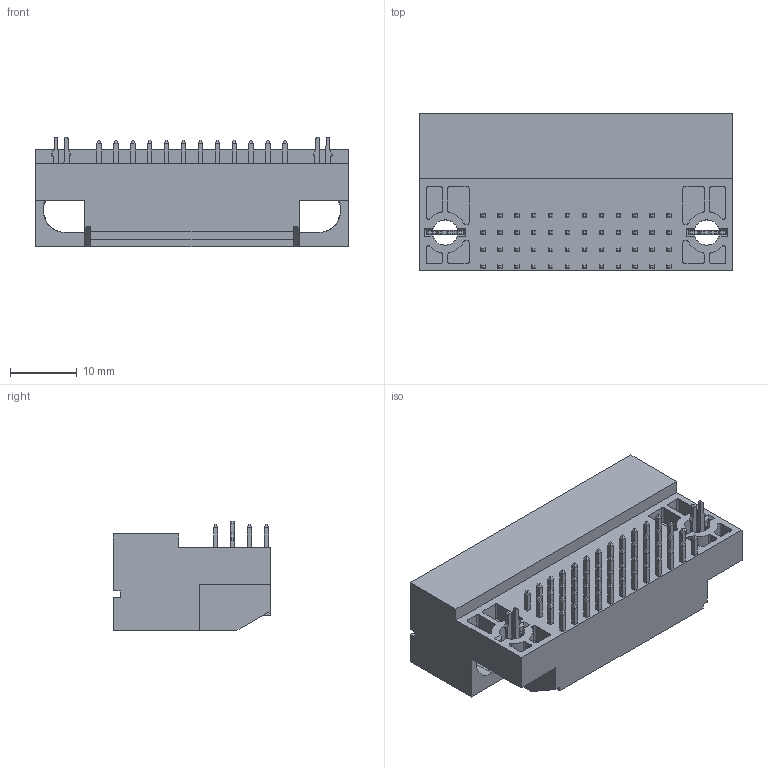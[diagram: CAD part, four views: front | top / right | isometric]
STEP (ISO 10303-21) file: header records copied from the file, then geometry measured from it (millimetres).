
FILE_DESCRIPTION( ('This file contains a STEP AP42 implementation' ,'as created by ZW3D STEP Interface translator.') ,'2;1' );
FILE_NAME( 'P5MRA-XXW5AMA1.stp' ,'23 925.11 756', (''), ('ZWCAD Software Co.'), 'Version 1.0', 'ZW3D to STEP translator', '' );
FILE_SCHEMA(('AUTOMOTIVE_DESIGN { 1 0 10303 214 1 1 1 1 }'));
Length unit declared in the file: millimetre
Products named in the file (2): 0; P5MRA-XXW5AMA1
Bounding box: 46.99 x 23.62 x 16.51 mm (x, y, z)
Volume: 8298 mm3; surface area: 7835.9 mm2
Topology: 1 solids, 1 shells, 1291 faces, 3172 edges, 1976 vertices
Faces by surface type: plane 1177, bspline 73, cylinder 37, cone 4
Entity records: 39360 total; most frequent: CARTESIAN_POINT 7853, ORIENTED_EDGE 6346, DIRECTION 5836, EDGE_CURVE 3172, VECTOR 2858, LINE 2858, VERTEX_POINT 1976, AXIS2_PLACEMENT_3D 1489
